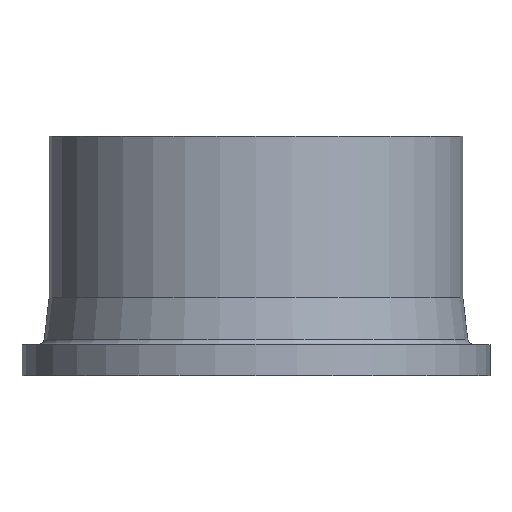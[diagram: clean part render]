
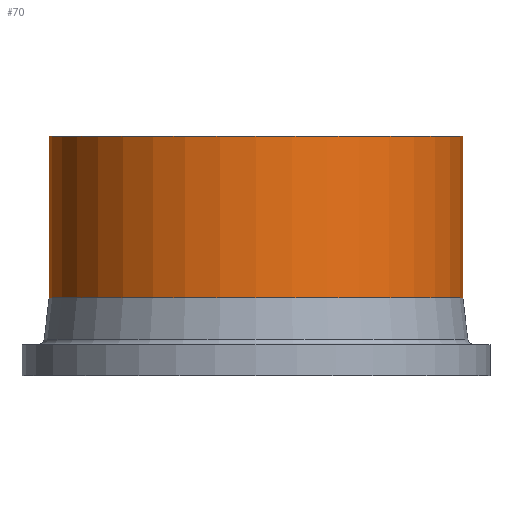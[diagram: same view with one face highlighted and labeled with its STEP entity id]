
A CAD part, front view. The second image highlights one B-rep face of the part: STEP entity #70.
In plain terms, the highlighted cylindrical face has radius 400 mm (diameter 800 mm), a partial arc.
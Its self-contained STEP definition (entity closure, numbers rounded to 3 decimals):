
#10 = VERTEX_POINT ( 'NONE', #252 ) ;
#58 = LINE ( 'NONE', #458, #246 ) ;
#70 = ADVANCED_FACE ( 'NONE', ( #137 ), #349, .T. ) ;
#86 = DIRECTION ( 'NONE',  ( -1., 0., 0. ) ) ;
#97 = DIRECTION ( 'NONE',  ( 0., 0., -1. ) ) ;
#105 = VERTEX_POINT ( 'NONE', #157 ) ;
#106 = AXIS2_PLACEMENT_3D ( 'NONE', #423, #97, #86 ) ;
#114 = VERTEX_POINT ( 'NONE', #265 ) ;
#135 = VECTOR ( 'NONE', #410, 1000. ) ;
#137 = FACE_OUTER_BOUND ( 'NONE', #213, .T. ) ;
#157 = CARTESIAN_POINT ( 'NONE',  ( -400., 0., 463. ) ) ;
#174 = ORIENTED_EDGE ( 'NONE', *, *, #276, .T. ) ;
#183 = AXIS2_PLACEMENT_3D ( 'NONE', #416, #205, #342 ) ;
#205 = DIRECTION ( 'NONE',  ( 0., 0., -1. ) ) ;
#213 = EDGE_LOOP ( 'NONE', ( #407, #395, #174, #363 ) ) ;
#232 = EDGE_CURVE ( 'NONE', #114, #105, #329, .T. ) ;
#237 = DIRECTION ( 'NONE',  ( 0., 0., -1. ) ) ;
#246 = VECTOR ( 'NONE', #389, 1000. ) ;
#252 = CARTESIAN_POINT ( 'NONE',  ( 400., 0., 151. ) ) ;
#265 = CARTESIAN_POINT ( 'NONE',  ( 400., 0., 463. ) ) ;
#270 = CARTESIAN_POINT ( 'NONE',  ( -400., 0., 151. ) ) ;
#276 = EDGE_CURVE ( 'NONE', #105, #338, #58, .T. ) ;
#285 = CIRCLE ( 'NONE', #106, 400. ) ;
#315 = CARTESIAN_POINT ( 'NONE',  ( 0., 0., 463. ) ) ;
#323 = AXIS2_PLACEMENT_3D ( 'NONE', #315, #237, #467 ) ;
#329 = CIRCLE ( 'NONE', #323, 400. ) ;
#338 = VERTEX_POINT ( 'NONE', #270 ) ;
#339 = LINE ( 'NONE', #378, #135 ) ;
#342 = DIRECTION ( 'NONE',  ( -1., 0., 0. ) ) ;
#349 = CYLINDRICAL_SURFACE ( 'NONE', #183, 400. ) ;
#363 = ORIENTED_EDGE ( 'NONE', *, *, #403, .F. ) ;
#378 = CARTESIAN_POINT ( 'NONE',  ( 400., 0., 0. ) ) ;
#389 = DIRECTION ( 'NONE',  ( 0., 0., -1. ) ) ;
#395 = ORIENTED_EDGE ( 'NONE', *, *, #232, .T. ) ;
#403 = EDGE_CURVE ( 'NONE', #10, #338, #285, .T. ) ;
#407 = ORIENTED_EDGE ( 'NONE', *, *, #439, .F. ) ;
#410 = DIRECTION ( 'NONE',  ( 0., 0., -1. ) ) ;
#416 = CARTESIAN_POINT ( 'NONE',  ( 0., 0., 0. ) ) ;
#423 = CARTESIAN_POINT ( 'NONE',  ( 0., 0., 151. ) ) ;
#439 = EDGE_CURVE ( 'NONE', #114, #10, #339, .T. ) ;
#458 = CARTESIAN_POINT ( 'NONE',  ( -400., 0., 0. ) ) ;
#467 = DIRECTION ( 'NONE',  ( -1., 0., 0. ) ) ;
